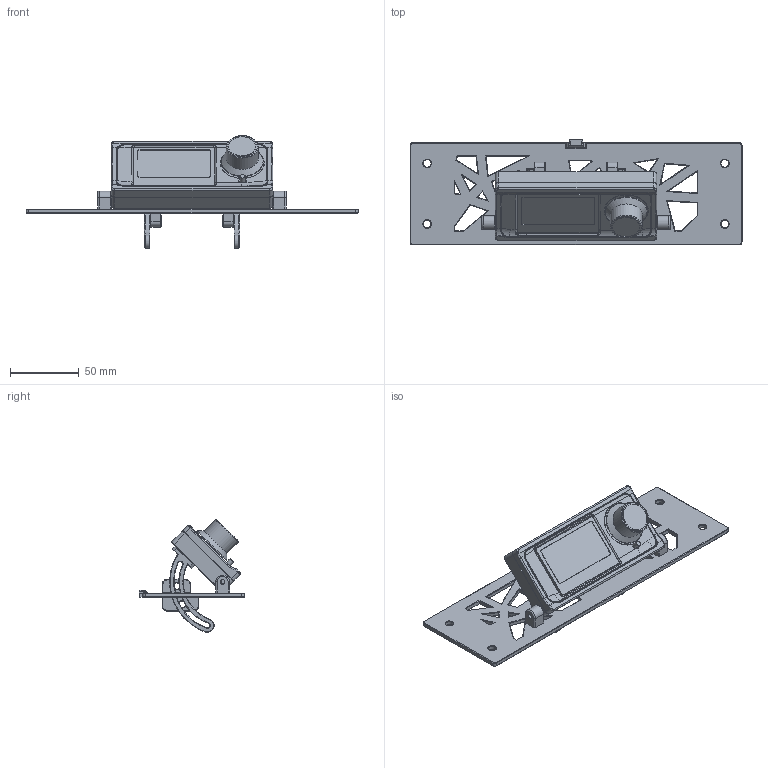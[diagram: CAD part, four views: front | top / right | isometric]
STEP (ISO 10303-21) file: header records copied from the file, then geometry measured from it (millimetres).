
FILE_DESCRIPTION(/* description */ (''),/* implementation_level */ '2;1');
FILE_NAME(/* name */ 'ZZZ Long''s Don''t Delete/12864/K3_12864_Backpack_Mount.step',/* time_stamp */ '2022-06-12T21:02:08-05:00',/* author */ (''),/* organization */ (''),/* preprocessor_version */ 'ST-DEVELOPER v19',/* originating_system */ 'Autodesk Translation Framework v11.7.0.108',/* authorisation */ '');
FILE_SCHEMA (('AUTOMOTIVE_DESIGN { 1 0 10303 214 3 1 1 }'));
Products named in the file (18): 12864 Mount; Top Bracket; Mini12864 Assembly; LCD Case Front; [a]_mini12864_case_front_insert (1); M3 Threaded Insert; M3 Threaded Insert (31); M3 Threaded Insert (32); M3 Threaded Insert (33); LCD Case Rear; M3x12 SHCS (1); M3x12 SHCS (12); M3x12 SHCS (23); M3x12 SHCS (24); Mini12864 Screen; Kill Button; Jog; LCD Holder
Assembly tree (17 placements, depth 4):
  12864 Mount
    Top Bracket
    Mini12864 Assembly
      LCD Case Front
        [a]_mini12864_case_front_insert (1)
        M3 Threaded Insert
        M3 Threaded Insert (31)
        M3 Threaded Insert (32)
        M3 Threaded Insert (33)
      LCD Case Rear
        M3x12 SHCS (1)
        M3x12 SHCS (12)
        M3x12 SHCS (23)
        M3x12 SHCS (24)
      Mini12864 Screen
        Kill Button
        Jog
    LCD Holder
Bounding box: 241 x 76.5 x 81.92 mm (x, y, z)
Volume: 130656.7 mm3; surface area: 112727.1 mm2
Topology: 30 solids, 30 shells, 1716 faces, 4307 edges, 2668 vertices
Faces by surface type: plane 786, cylinder 377, bspline 361, cone 150, torus 40, sphere 2
Full cylindrical faces by diameter (mm): 2.8 x2, 2.9 x4, 3 x7, 3.25 x4, 3.4 x12, 3.5 x5, 4.2 x4, 4.25 x4, 4.6 x4, 4.7 x18, 5.5 x8, 6 x4, 7 x2, 11 x1, 19.6 x1, 21.2 x1, 21.6 x1, 23.2 x1, 30 x1
Entity records: 59593 total; most frequent: CARTESIAN_POINT 20482, ORIENTED_EDGE 8578, DIRECTION 6978, EDGE_CURVE 4289, VERTEX_POINT 2668, AXIS2_PLACEMENT_3D 2449, LINE 2080, VECTOR 2080
